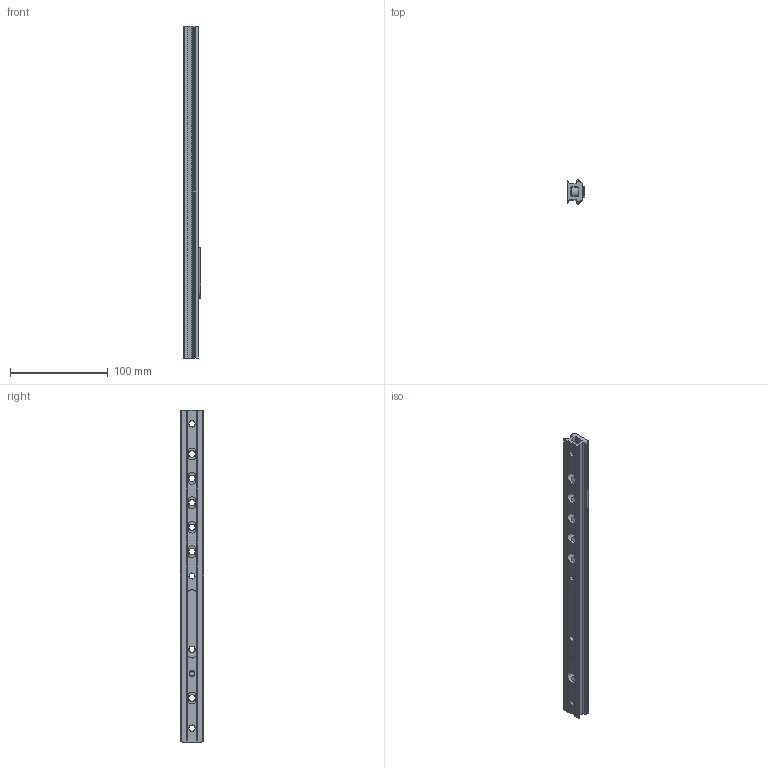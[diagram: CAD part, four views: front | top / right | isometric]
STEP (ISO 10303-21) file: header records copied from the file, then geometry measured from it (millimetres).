
FILE_DESCRIPTION(/* description */ (''),/* implementation_level */ '2;1');
FILE_NAME(/* name */ 'HS24.17.stp',/* time_stamp */ '2019-02-22T11:19:37+01:00',/* author */ ('gianni'),/* organization */ (''),/* preprocessor_version */ 'ST-DEVELOPER v16.5',/* originating_system */ 'Autodesk Inventor 2017',/* authorisation */ '');
FILE_SCHEMA (('AUTOMOTIVE_DESIGN { 1 0 10303 214 3 1 1 }'));
Length unit declared in the file: millimetre
Products named in the file (1): 19022203
Bounding box: 18.4 x 24 x 340 mm (x, y, z)
Volume: 72445.6 mm3; surface area: 43448.5 mm2
Topology: 1 solids, 1 shells, 234 faces, 694 edges, 445 vertices
Faces by surface type: cylinder 129, plane 58, cone 23, torus 20, bspline 4
Full cylindrical faces by diameter (mm): 6.2 x3, 6.5 x10, 10 x3, 12 x14
Entity records: 8588 total; most frequent: CARTESIAN_POINT 2701, ORIENTED_EDGE 1244, DIRECTION 1164, EDGE_CURVE 622, AXIS2_PLACEMENT_3D 455, VERTEX_POINT 422, EDGE_LOOP 310, LINE 254
